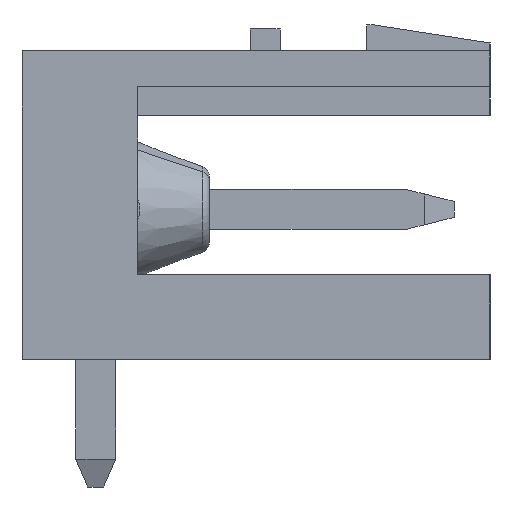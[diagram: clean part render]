
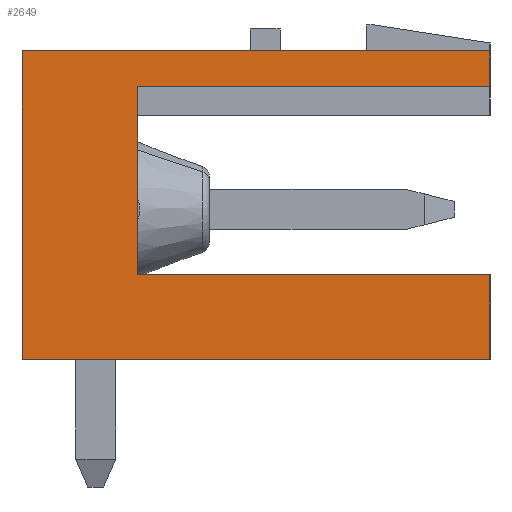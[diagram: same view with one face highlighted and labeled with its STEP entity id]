
A CAD part, left-side view. The second image highlights one B-rep face of the part: STEP entity #2649.
In plain terms, the highlighted planar face has unit normal (-1, 0, 0).
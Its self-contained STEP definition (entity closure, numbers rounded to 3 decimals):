
#2613=AXIS2_PLACEMENT_3D('Plane Axis2P3D',#2610,#2611,#2612) ;
#389=CARTESIAN_POINT('Vertex',(0.,0.,5.33)) ;
#392=CARTESIAN_POINT('Line Origine',(0.,0.,4.265)) ;
#396=CARTESIAN_POINT('Vertex',(0.,0.,3.2)) ;
#1352=CARTESIAN_POINT('Vertex',(0.,11.75,10.95)) ;
#1355=CARTESIAN_POINT('Line Origine',(0.,4.705,10.95)) ;
#1359=CARTESIAN_POINT('Vertex',(0.,0.,10.95)) ;
#2051=CARTESIAN_POINT('Line Origine',(0.,0.,10.5)) ;
#2055=CARTESIAN_POINT('Vertex',(0.,0.,10.05)) ;
#2595=CARTESIAN_POINT('Vertex',(0.,8.85,5.33)) ;
#2598=CARTESIAN_POINT('Line Origine',(0.,4.425,5.33)) ;
#2610=CARTESIAN_POINT('Axis2P3D Location',(0.,0.,0.)) ;
#2615=CARTESIAN_POINT('Line Origine',(0.,11.75,7.075)) ;
#2619=CARTESIAN_POINT('Vertex',(0.,11.75,3.2)) ;
#2622=CARTESIAN_POINT('Line Origine',(0.,5.875,3.2)) ;
#2627=CARTESIAN_POINT('Line Origine',(0.,8.85,7.69)) ;
#2631=CARTESIAN_POINT('Vertex',(0.,8.85,10.05)) ;
#2634=CARTESIAN_POINT('Line Origine',(0.,4.425,10.05)) ;
#393=DIRECTION('Vector Direction',(0.,0.,-1.)) ;
#1356=DIRECTION('Vector Direction',(0.,-1.,0.)) ;
#2052=DIRECTION('Vector Direction',(0.,0.,-1.)) ;
#2599=DIRECTION('Vector Direction',(0.,1.,0.)) ;
#2611=DIRECTION('Axis2P3D Direction',(-1.,0.,0.)) ;
#2612=DIRECTION('Axis2P3D XDirection',(0.,-1.,0.)) ;
#2616=DIRECTION('Vector Direction',(0.,0.,1.)) ;
#2623=DIRECTION('Vector Direction',(0.,1.,0.)) ;
#2628=DIRECTION('Vector Direction',(0.,0.,-1.)) ;
#2635=DIRECTION('Vector Direction',(0.,1.,0.)) ;
#394=VECTOR('Line Direction',#393,1.) ;
#1357=VECTOR('Line Direction',#1356,1.) ;
#2053=VECTOR('Line Direction',#2052,1.) ;
#2600=VECTOR('Line Direction',#2599,1.) ;
#2617=VECTOR('Line Direction',#2616,1.) ;
#2624=VECTOR('Line Direction',#2623,1.) ;
#2629=VECTOR('Line Direction',#2628,1.) ;
#2636=VECTOR('Line Direction',#2635,1.) ;
#2640=ORIENTED_EDGE('',*,*,#1361,.F.) ;
#2641=ORIENTED_EDGE('',*,*,#2621,.F.) ;
#2642=ORIENTED_EDGE('',*,*,#2626,.T.) ;
#2643=ORIENTED_EDGE('',*,*,#398,.T.) ;
#2644=ORIENTED_EDGE('',*,*,#2602,.T.) ;
#2645=ORIENTED_EDGE('',*,*,#2633,.F.) ;
#2646=ORIENTED_EDGE('',*,*,#2638,.F.) ;
#2647=ORIENTED_EDGE('',*,*,#2057,.T.) ;
#2649=ADVANCED_FACE('HOUSING',(#2648),#2614,.T.) ;
#398=EDGE_CURVE('',#397,#390,#395,.F.) ;
#1361=EDGE_CURVE('',#1353,#1360,#1358,.T.) ;
#2057=EDGE_CURVE('',#2056,#1360,#2054,.F.) ;
#2602=EDGE_CURVE('',#390,#2596,#2601,.T.) ;
#2621=EDGE_CURVE('',#2620,#1353,#2618,.T.) ;
#2626=EDGE_CURVE('',#2620,#397,#2625,.F.) ;
#2633=EDGE_CURVE('',#2632,#2596,#2630,.T.) ;
#2638=EDGE_CURVE('',#2056,#2632,#2637,.T.) ;
#2639=EDGE_LOOP('',(#2640,#2641,#2642,#2643,#2644,#2645,#2646,#2647)) ;
#2648=FACE_OUTER_BOUND('',#2639,.T.) ;
#395=LINE('Line',#392,#394) ;
#1358=LINE('Line',#1355,#1357) ;
#2054=LINE('Line',#2051,#2053) ;
#2601=LINE('Line',#2598,#2600) ;
#2618=LINE('Line',#2615,#2617) ;
#2625=LINE('Line',#2622,#2624) ;
#2630=LINE('Line',#2627,#2629) ;
#2637=LINE('Line',#2634,#2636) ;
#2614=PLANE('',#2613) ;
#390=VERTEX_POINT('',#389) ;
#397=VERTEX_POINT('',#396) ;
#1353=VERTEX_POINT('',#1352) ;
#1360=VERTEX_POINT('',#1359) ;
#2056=VERTEX_POINT('',#2055) ;
#2596=VERTEX_POINT('',#2595) ;
#2620=VERTEX_POINT('',#2619) ;
#2632=VERTEX_POINT('',#2631) ;
